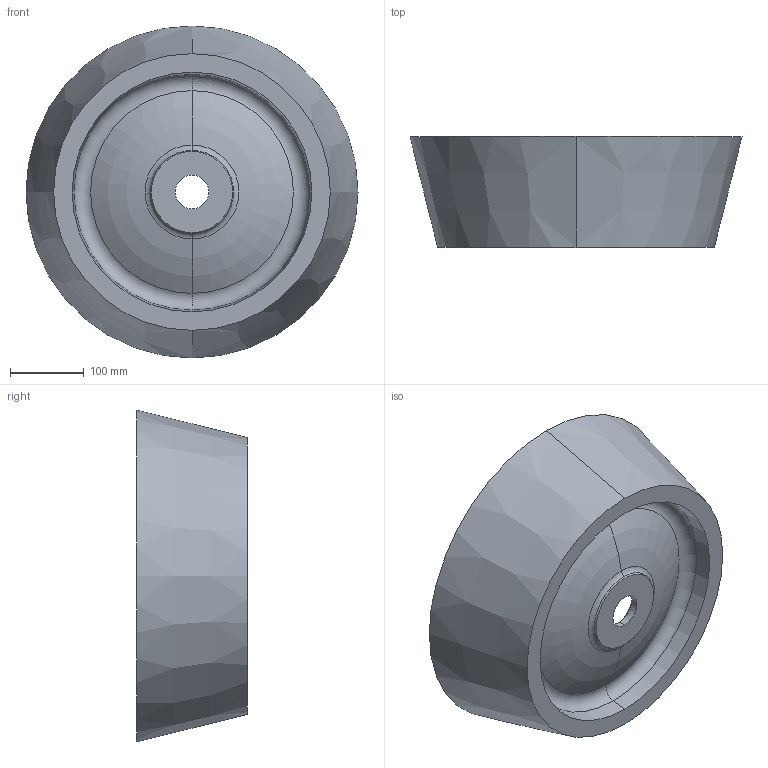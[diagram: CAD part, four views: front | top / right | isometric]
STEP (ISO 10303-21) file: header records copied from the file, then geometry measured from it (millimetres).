
FILE_DESCRIPTION (( 'STEP AP214' ), '1' );
FILE_NAME ('D600-SO.STEP', '2018-04-12T13:00:00', ( '' ), ( '' ), 'SwSTEP 2.0', 'SolidWorks 2017', '' );
FILE_SCHEMA (( 'AUTOMOTIVE_DESIGN' ));
Length unit declared in the file: millimetre
Products named in the file (1): D600-SO
Bounding box: 450 x 150 x 450 mm (x, y, z)
Volume: 6726715.9 mm3; surface area: 560277.5 mm2
Topology: 1 solids, 1 shells, 22 faces, 44 edges, 24 vertices
Faces by surface type: torus 10, cone 8, cylinder 2, plane 2
Entity records: 612 total; most frequent: DIRECTION 124, CARTESIAN_POINT 91, ORIENTED_EDGE 88, AXIS2_PLACEMENT_3D 57, EDGE_CURVE 44, CIRCLE 34, EDGE_LOOP 24, VERTEX_POINT 24
